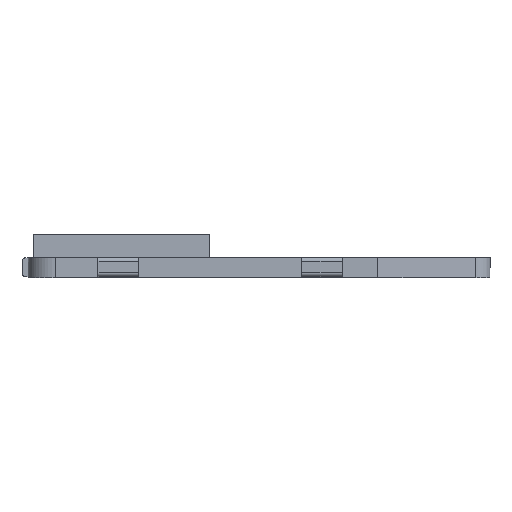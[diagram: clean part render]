
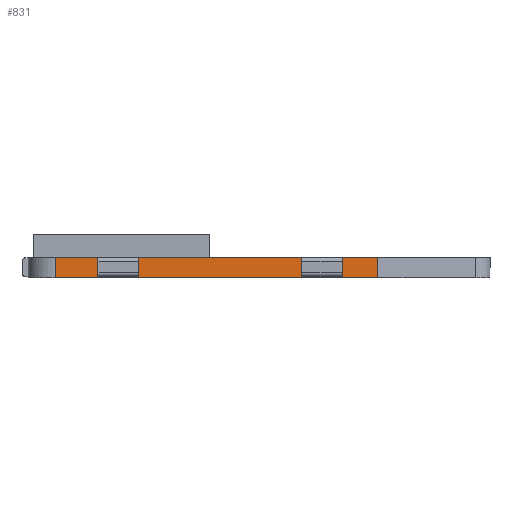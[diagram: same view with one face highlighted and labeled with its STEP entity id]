
A CAD part, left-side view. The second image highlights one B-rep face of the part: STEP entity #831.
In plain terms, the highlighted planar face has unit normal (-1, 0, 0).
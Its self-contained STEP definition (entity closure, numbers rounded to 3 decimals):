
#187=CARTESIAN_POINT('',(208.505,-26.352,-17.526));
#188=VERTEX_POINT('',#187);
#195=CARTESIAN_POINT('',(208.505,21.121,-17.526));
#196=VERTEX_POINT('',#195);
#197=CARTESIAN_POINT('',(208.505,21.121,-17.526));
#198=DIRECTION('',(0.,-1.,0.));
#199=VECTOR('',#198,47.473);
#200=LINE('',#197,#199);
#201=EDGE_CURVE('',#196,#188,#200,.T.);
#327=CARTESIAN_POINT('',(208.505,21.121,-14.526));
#328=VERTEX_POINT('',#327);
#372=CARTESIAN_POINT('',(208.505,14.86,-14.526));
#373=VERTEX_POINT('',#372);
#374=CARTESIAN_POINT('',(208.505,14.86,-14.526));
#375=DIRECTION('',(0.,1.,0.));
#376=VECTOR('',#375,6.261);
#377=LINE('',#374,#376);
#378=EDGE_CURVE('',#373,#328,#377,.T.);
#396=CARTESIAN_POINT('',(208.505,8.86,-14.526));
#397=VERTEX_POINT('',#396);
#404=CARTESIAN_POINT('',(208.505,-15.14,-14.526));
#405=VERTEX_POINT('',#404);
#406=CARTESIAN_POINT('',(208.505,-15.14,-14.526));
#407=DIRECTION('',(0.,1.,0.));
#408=VECTOR('',#407,24.);
#409=LINE('',#406,#408);
#410=EDGE_CURVE('',#405,#397,#409,.T.);
#428=CARTESIAN_POINT('',(208.505,-21.14,-14.526));
#429=VERTEX_POINT('',#428);
#436=CARTESIAN_POINT('',(208.505,-26.352,-14.526));
#437=VERTEX_POINT('',#436);
#438=CARTESIAN_POINT('',(208.505,-26.352,-14.526));
#439=DIRECTION('',(0.,1.,0.));
#440=VECTOR('',#439,5.212);
#441=LINE('',#438,#440);
#442=EDGE_CURVE('',#437,#429,#441,.T.);
#764=CARTESIAN_POINT('',(208.505,-2.615,-15.526));
#765=DIRECTION('',(-1.,0.,-0.));
#766=DIRECTION('',(0.,0.,-1.));
#767=AXIS2_PLACEMENT_3D('',#764,#765,#766);
#768=PLANE('',#767);
#769=CARTESIAN_POINT('',(208.505,8.86,-17.326));
#770=VERTEX_POINT('',#769);
#771=CARTESIAN_POINT('',(208.505,8.86,-17.326));
#772=DIRECTION('',(-0.,0.,1.));
#773=VECTOR('',#772,2.8);
#774=LINE('',#771,#773);
#775=EDGE_CURVE('',#770,#397,#774,.T.);
#776=ORIENTED_EDGE('',*,*,#775,.F.);
#777=CARTESIAN_POINT('',(208.505,14.86,-17.326));
#778=VERTEX_POINT('',#777);
#779=CARTESIAN_POINT('',(208.505,14.86,-17.326));
#780=DIRECTION('',(0.,-1.,0.));
#781=VECTOR('',#780,6.);
#782=LINE('',#779,#781);
#783=EDGE_CURVE('',#778,#770,#782,.T.);
#784=ORIENTED_EDGE('',*,*,#783,.F.);
#785=CARTESIAN_POINT('',(208.505,14.86,-17.326));
#786=DIRECTION('',(-0.,0.,1.));
#787=VECTOR('',#786,2.8);
#788=LINE('',#785,#787);
#789=EDGE_CURVE('',#778,#373,#788,.T.);
#790=ORIENTED_EDGE('',*,*,#789,.T.);
#791=ORIENTED_EDGE('',*,*,#378,.T.);
#792=CARTESIAN_POINT('',(208.505,21.121,-14.526));
#793=DIRECTION('',(0.,0.,-1.));
#794=VECTOR('',#793,3.);
#795=LINE('',#792,#794);
#796=EDGE_CURVE('',#328,#196,#795,.T.);
#797=ORIENTED_EDGE('',*,*,#796,.T.);
#798=ORIENTED_EDGE('',*,*,#201,.T.);
#799=CARTESIAN_POINT('',(208.505,-26.352,-14.526));
#800=DIRECTION('',(0.,0.,-1.));
#801=VECTOR('',#800,3.);
#802=LINE('',#799,#801);
#803=EDGE_CURVE('',#437,#188,#802,.T.);
#804=ORIENTED_EDGE('',*,*,#803,.F.);
#805=ORIENTED_EDGE('',*,*,#442,.T.);
#806=CARTESIAN_POINT('',(208.505,-21.14,-17.326));
#807=VERTEX_POINT('',#806);
#808=CARTESIAN_POINT('',(208.505,-21.14,-17.326));
#809=DIRECTION('',(-0.,0.,1.));
#810=VECTOR('',#809,2.8);
#811=LINE('',#808,#810);
#812=EDGE_CURVE('',#807,#429,#811,.T.);
#813=ORIENTED_EDGE('',*,*,#812,.F.);
#814=CARTESIAN_POINT('',(208.505,-15.14,-17.326));
#815=VERTEX_POINT('',#814);
#816=CARTESIAN_POINT('',(208.505,-21.14,-17.326));
#817=DIRECTION('',(0.,1.,0.));
#818=VECTOR('',#817,6.);
#819=LINE('',#816,#818);
#820=EDGE_CURVE('',#807,#815,#819,.T.);
#821=ORIENTED_EDGE('',*,*,#820,.T.);
#822=CARTESIAN_POINT('',(208.505,-15.14,-17.326));
#823=DIRECTION('',(-0.,0.,1.));
#824=VECTOR('',#823,2.8);
#825=LINE('',#822,#824);
#826=EDGE_CURVE('',#815,#405,#825,.T.);
#827=ORIENTED_EDGE('',*,*,#826,.T.);
#828=ORIENTED_EDGE('',*,*,#410,.T.);
#829=EDGE_LOOP('',(#776,#784,#790,#791,#797,#798,#804,#805,#813,#821,#827,#828));
#830=FACE_BOUND('',#829,.T.);
#831=ADVANCED_FACE('',(#830),#768,.T.);
